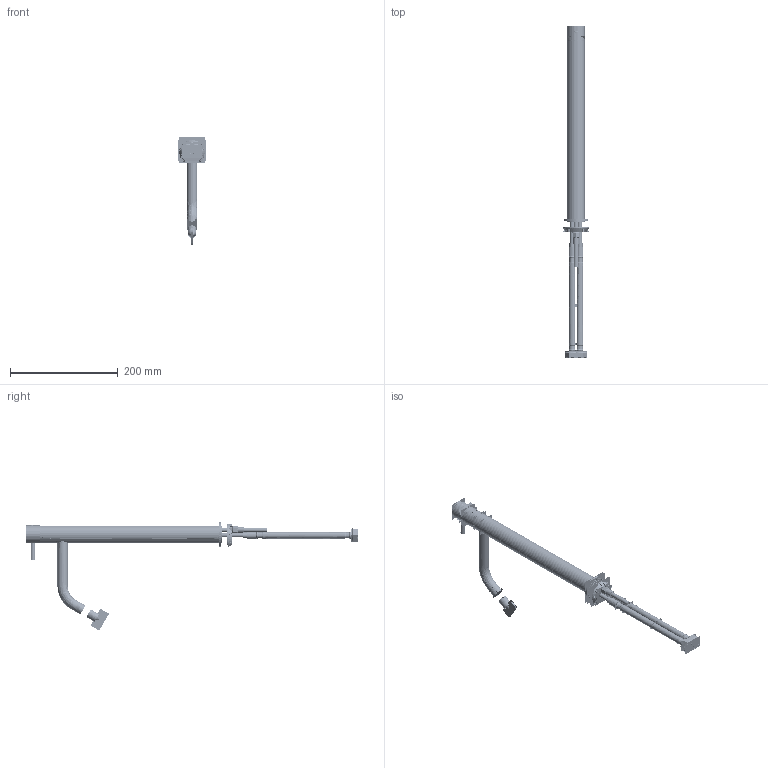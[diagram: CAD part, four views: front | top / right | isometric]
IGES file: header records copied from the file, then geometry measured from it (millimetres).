
Start section:  PTC IGES file: 1011-0084-1-c0_asm.igs
Global section: file name: 1011-0084-1-c0_asm.igs; native system: Pro/ENGINEER by Parametric Technology Corporation; preprocessor: 2009440; author: user110; organization: Unknown; date: 20201124.142947; units: millimetre
Bounding box: 50.57 x 616.3 x 202.85 mm (x, y, z)
Volume: 268178.1 mm3; surface area: 1620127.1 mm2
Topology: 44 solids, 70 shells, 3800 faces, 21098 edges, 28196 vertices
Faces by surface type: revolution 1906, bspline 1878, extrusion 16
